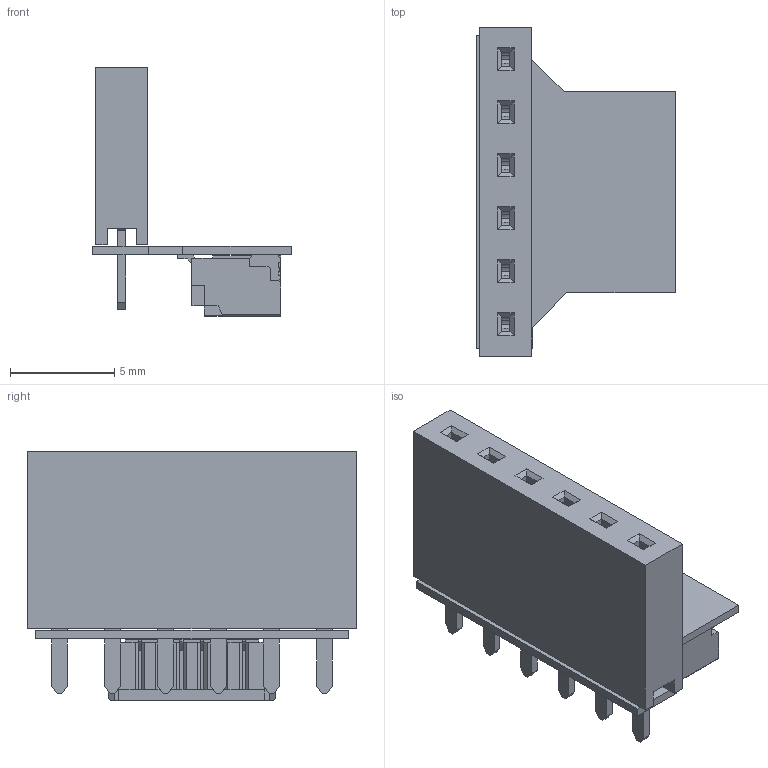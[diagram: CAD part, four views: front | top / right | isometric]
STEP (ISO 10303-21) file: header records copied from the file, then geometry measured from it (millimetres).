
FILE_DESCRIPTION(('Open CASCADE Model'),'2;1');
FILE_NAME('Open CASCADE Shape Model','2024-10-29T22:30:54',('Author'),( 'Open CASCADE'),'Open CASCADE STEP processor 6.8','Open CASCADE 6.8' ,'Unknown');
FILE_SCHEMA(('AUTOMOTIVE_DESIGN { 1 0 10303 214 1 1 1 1 }'));
Length unit declared in the file: millimetre
Products named in the file (9): PCB; Board; Open CASCADE STEP translator 6.8 4.1.1; J?; 61300611821; 6130xx11821_PIN; 6306987584
Assembly tree (13 placements, depth 4):
  PCB
    Board
      Open CASCADE STEP translator 6.8 4.1.1
    J?
      61300611821
        6130xx11821_PIN  x6
        61300611821
    J?
      6306987584
Bounding box: 9.53 x 15.74 x 11.92 mm (x, y, z)
Volume: 398.3 mm3; surface area: 1314 mm2
Topology: 17 solids, 17 shells, 601 faces, 1678 edges, 1100 vertices
Faces by surface type: plane 547, cylinder 42, extrusion 12
Full cylindrical faces by diameter (mm): 1.02 x6
Entity records: 18551 total; most frequent: CARTESIAN_POINT 2723, ORIENTED_EDGE 2666, DIRECTION 2371, EDGE_CURVE 1333, VECTOR 1267, LINE 1265, VERTEX_POINT 870, AXIS2_PLACEMENT_3D 552
